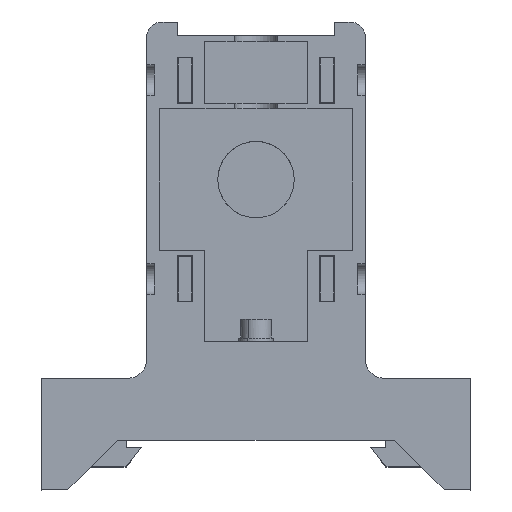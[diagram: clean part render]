
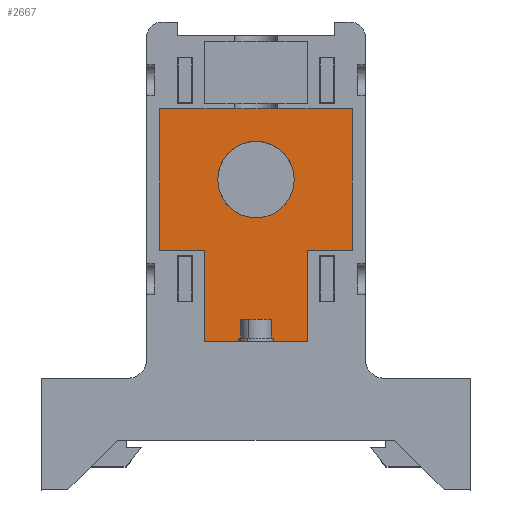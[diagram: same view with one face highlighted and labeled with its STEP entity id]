
A CAD part, top view. The second image highlights one B-rep face of the part: STEP entity #2667.
In plain terms, the highlighted planar face has unit normal (0, 0, 1).
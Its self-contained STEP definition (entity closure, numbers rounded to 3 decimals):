
#806=AXIS2_PLACEMENT_3D('Plane Axis2P3D',#803,#804,#805) ;
#2651=AXIS2_PLACEMENT_3D('Circle Axis2P3D',#2649,#2650,$) ;
#2660=AXIS2_PLACEMENT_3D('Circle Axis2P3D',#2658,#2659,$) ;
#803=CARTESIAN_POINT('Axis2P3D Location',(1.5,0.,11.3)) ;
#859=CARTESIAN_POINT('Vertex',(15.5,49.85,11.3)) ;
#873=CARTESIAN_POINT('Vertex',(15.5,31.35,11.3)) ;
#876=CARTESIAN_POINT('Line Origine',(15.5,40.6,11.3)) ;
#899=CARTESIAN_POINT('Vertex',(40.7,31.35,11.3)) ;
#913=CARTESIAN_POINT('Vertex',(40.7,49.85,11.3)) ;
#916=CARTESIAN_POINT('Line Origine',(40.7,40.6,11.3)) ;
#944=CARTESIAN_POINT('Vertex',(21.4,31.35,11.3)) ;
#947=CARTESIAN_POINT('Line Origine',(18.45,31.35,11.3)) ;
#965=CARTESIAN_POINT('Vertex',(34.8,31.35,11.3)) ;
#973=CARTESIAN_POINT('Line Origine',(37.75,31.35,11.3)) ;
#1492=CARTESIAN_POINT('Vertex',(34.8,19.35,11.3)) ;
#1500=CARTESIAN_POINT('Line Origine',(34.8,25.35,11.3)) ;
#1546=CARTESIAN_POINT('Vertex',(21.4,19.35,11.3)) ;
#1549=CARTESIAN_POINT('Line Origine',(21.4,25.35,11.3)) ;
#2496=CARTESIAN_POINT('Vertex',(28.1,49.85,11.3)) ;
#2506=CARTESIAN_POINT('Line Origine',(21.8,49.85,11.3)) ;
#2531=CARTESIAN_POINT('Line Origine',(34.4,49.85,11.3)) ;
#2633=CARTESIAN_POINT('Line Origine',(28.1,19.35,11.3)) ;
#2649=CARTESIAN_POINT('Axis2P3D Location',(28.1,40.6,11.3)) ;
#2653=CARTESIAN_POINT('Vertex',(33.1,40.6,11.3)) ;
#2655=CARTESIAN_POINT('Vertex',(23.1,40.6,11.3)) ;
#2658=CARTESIAN_POINT('Axis2P3D Location',(28.1,40.6,11.3)) ;
#804=DIRECTION('Axis2P3D Direction',(0.,0.,1.)) ;
#805=DIRECTION('Axis2P3D XDirection',(1.,0.,0.)) ;
#877=DIRECTION('Vector Direction',(0.,1.,0.)) ;
#917=DIRECTION('Vector Direction',(0.,-1.,0.)) ;
#948=DIRECTION('Vector Direction',(-1.,0.,0.)) ;
#974=DIRECTION('Vector Direction',(-1.,0.,0.)) ;
#1501=DIRECTION('Vector Direction',(0.,-1.,0.)) ;
#1550=DIRECTION('Vector Direction',(0.,1.,0.)) ;
#2507=DIRECTION('Vector Direction',(1.,0.,0.)) ;
#2532=DIRECTION('Vector Direction',(1.,0.,0.)) ;
#2634=DIRECTION('Vector Direction',(-1.,0.,0.)) ;
#2650=DIRECTION('Axis2P3D Direction',(0.,0.,1.)) ;
#2659=DIRECTION('Axis2P3D Direction',(0.,0.,1.)) ;
#878=VECTOR('Line Direction',#877,1.) ;
#918=VECTOR('Line Direction',#917,1.) ;
#949=VECTOR('Line Direction',#948,1.) ;
#975=VECTOR('Line Direction',#974,1.) ;
#1502=VECTOR('Line Direction',#1501,1.) ;
#1551=VECTOR('Line Direction',#1550,1.) ;
#2508=VECTOR('Line Direction',#2507,1.) ;
#2533=VECTOR('Line Direction',#2532,1.) ;
#2635=VECTOR('Line Direction',#2634,1.) ;
#2639=ORIENTED_EDGE('',*,*,#2535,.T.) ;
#2640=ORIENTED_EDGE('',*,*,#2510,.T.) ;
#2641=ORIENTED_EDGE('',*,*,#880,.T.) ;
#2642=ORIENTED_EDGE('',*,*,#951,.T.) ;
#2643=ORIENTED_EDGE('',*,*,#1553,.T.) ;
#2644=ORIENTED_EDGE('',*,*,#2637,.T.) ;
#2645=ORIENTED_EDGE('',*,*,#1504,.T.) ;
#2646=ORIENTED_EDGE('',*,*,#977,.T.) ;
#2647=ORIENTED_EDGE('',*,*,#920,.T.) ;
#2664=ORIENTED_EDGE('',*,*,#2657,.F.) ;
#2665=ORIENTED_EDGE('',*,*,#2662,.F.) ;
#2666=FACE_BOUND('',#2663,.T.) ;
#2667=ADVANCED_FACE('Hauptkoerper',(#2648,#2666),#807,.T.) ;
#2652=CIRCLE('generated circle',#2651,5.) ;
#2661=CIRCLE('generated circle',#2660,5.) ;
#880=EDGE_CURVE('',#860,#874,#879,.F.) ;
#920=EDGE_CURVE('',#900,#914,#919,.F.) ;
#951=EDGE_CURVE('',#874,#945,#950,.F.) ;
#977=EDGE_CURVE('',#966,#900,#976,.F.) ;
#1504=EDGE_CURVE('',#1493,#966,#1503,.F.) ;
#1553=EDGE_CURVE('',#945,#1547,#1552,.F.) ;
#2510=EDGE_CURVE('',#2497,#860,#2509,.F.) ;
#2535=EDGE_CURVE('',#914,#2497,#2534,.F.) ;
#2637=EDGE_CURVE('',#1547,#1493,#2636,.F.) ;
#2657=EDGE_CURVE('',#2654,#2656,#2652,.T.) ;
#2662=EDGE_CURVE('',#2656,#2654,#2661,.T.) ;
#2638=EDGE_LOOP('',(#2639,#2640,#2641,#2642,#2643,#2644,#2645,#2646,#2647)) ;
#2663=EDGE_LOOP('',(#2664,#2665)) ;
#2648=FACE_OUTER_BOUND('',#2638,.T.) ;
#879=LINE('Line',#876,#878) ;
#919=LINE('Line',#916,#918) ;
#950=LINE('Line',#947,#949) ;
#976=LINE('Line',#973,#975) ;
#1503=LINE('Line',#1500,#1502) ;
#1552=LINE('Line',#1549,#1551) ;
#2509=LINE('Line',#2506,#2508) ;
#2534=LINE('Line',#2531,#2533) ;
#2636=LINE('Line',#2633,#2635) ;
#807=PLANE('',#806) ;
#860=VERTEX_POINT('',#859) ;
#874=VERTEX_POINT('',#873) ;
#900=VERTEX_POINT('',#899) ;
#914=VERTEX_POINT('',#913) ;
#945=VERTEX_POINT('',#944) ;
#966=VERTEX_POINT('',#965) ;
#1493=VERTEX_POINT('',#1492) ;
#1547=VERTEX_POINT('',#1546) ;
#2497=VERTEX_POINT('',#2496) ;
#2654=VERTEX_POINT('',#2653) ;
#2656=VERTEX_POINT('',#2655) ;
